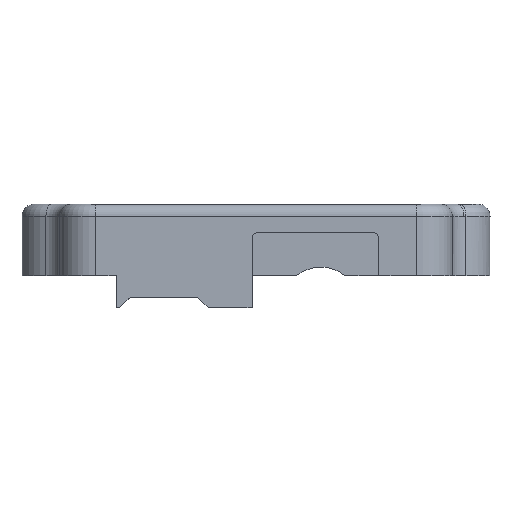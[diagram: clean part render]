
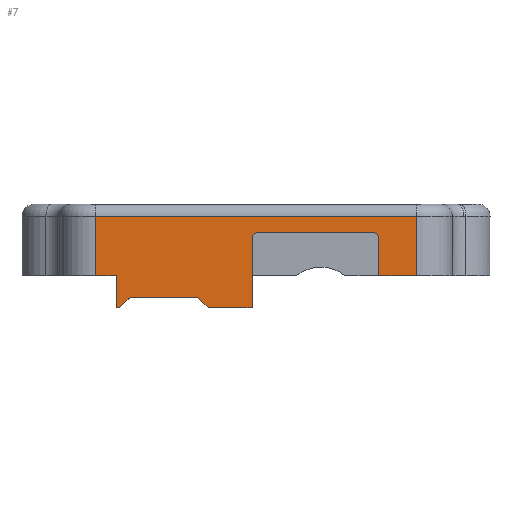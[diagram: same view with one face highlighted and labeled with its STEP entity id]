
A CAD part, left-side view. The second image highlights one B-rep face of the part: STEP entity #7.
In plain terms, the highlighted planar face has unit normal (-1, 0, 0).
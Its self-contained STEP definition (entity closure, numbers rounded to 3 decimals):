
#7 = ADVANCED_FACE ( 'NONE', ( #2722 ), #2654, .F. ) ;
#29 = VECTOR ( 'NONE', #1877, 1000. ) ;
#33 = LINE ( 'NONE', #2240, #2530 ) ;
#37 = VERTEX_POINT ( 'NONE', #3044 ) ;
#57 = VERTEX_POINT ( 'NONE', #2327 ) ;
#66 = LINE ( 'NONE', #1754, #1982 ) ;
#69 = EDGE_CURVE ( 'NONE', #2962, #1611, #33, .T. ) ;
#87 = AXIS2_PLACEMENT_3D ( 'NONE', #571, #2325, #826 ) ;
#101 = LINE ( 'NONE', #1856, #29 ) ;
#109 = CARTESIAN_POINT ( 'NONE',  ( -6.841, 36.821, -1.83 ) ) ;
#130 = CARTESIAN_POINT ( 'NONE',  ( -6.841, 30.436, -2.698 ) ) ;
#168 = CARTESIAN_POINT ( 'NONE',  ( -6.841, 39.916, 0. ) ) ;
#194 = ORIENTED_EDGE ( 'NONE', *, *, #420, .F. ) ;
#227 = VERTEX_POINT ( 'NONE', #2688 ) ;
#230 = VERTEX_POINT ( 'NONE', #2663 ) ;
#236 = DIRECTION ( 'NONE',  ( 0., -1., 0. ) ) ;
#240 = CARTESIAN_POINT ( 'NONE',  ( -6.841, 38.156, 0. ) ) ;
#246 = EDGE_CURVE ( 'NONE', #230, #1397, #1572, .T. ) ;
#252 = EDGE_CURVE ( 'NONE', #227, #1202, #2773, .T. ) ;
#271 = VECTOR ( 'NONE', #2865, 1000. ) ;
#296 = VECTOR ( 'NONE', #2463, 1000. ) ;
#298 = CARTESIAN_POINT ( 'NONE',  ( -6.841, 12.916, 0. ) ) ;
#354 = VERTEX_POINT ( 'NONE', #130 ) ;
#398 = LINE ( 'NONE', #2855, #271 ) ;
#420 = EDGE_CURVE ( 'NONE', #227, #1611, #2563, .T. ) ;
#467 = DIRECTION ( 'NONE',  ( 0., 0., -1. ) ) ;
#499 = ORIENTED_EDGE ( 'NONE', *, *, #1560, .T. ) ;
#512 = ORIENTED_EDGE ( 'NONE', *, *, #2326, .F. ) ;
#536 = LINE ( 'NONE', #1200, #574 ) ;
#537 = DIRECTION ( 'NONE',  ( 0., -1., 0. ) ) ;
#542 = VERTEX_POINT ( 'NONE', #2432 ) ;
#560 = DIRECTION ( 'NONE',  ( 1., 0., 0. ) ) ;
#561 = CARTESIAN_POINT ( 'NONE',  ( -6.841, 12.916, 4.5 ) ) ;
#569 = EDGE_CURVE ( 'NONE', #2962, #1046, #101, .T. ) ;
#570 = CARTESIAN_POINT ( 'NONE',  ( -6.841, 36.821, -2.33 ) ) ;
#571 = CARTESIAN_POINT ( 'NONE',  ( -6.841, 31.511, -2.33 ) ) ;
#574 = VECTOR ( 'NONE', #1371, 1000. ) ;
#620 = CARTESIAN_POINT ( 'NONE',  ( -6.841, 16.091, 0. ) ) ;
#719 = VERTEX_POINT ( 'NONE', #2935 ) ;
#769 = VECTOR ( 'NONE', #2695, 1000. ) ;
#815 = EDGE_CURVE ( 'NONE', #3119, #354, #66, .T. ) ;
#826 = DIRECTION ( 'NONE',  ( 0., 1., 0. ) ) ;
#854 = ORIENTED_EDGE ( 'NONE', *, *, #1977, .T. ) ;
#906 = ORIENTED_EDGE ( 'NONE', *, *, #2839, .T. ) ;
#917 = ORIENTED_EDGE ( 'NONE', *, *, #2050, .T. ) ;
#932 = EDGE_CURVE ( 'NONE', #1202, #1121, #1758, .T. ) ;
#944 = ORIENTED_EDGE ( 'NONE', *, *, #569, .F. ) ;
#949 = CARTESIAN_POINT ( 'NONE',  ( -6.841, 31.158, -1.976 ) ) ;
#952 = CARTESIAN_POINT ( 'NONE',  ( -6.841, 16.091, 3.12 ) ) ;
#979 = VECTOR ( 'NONE', #2792, 1000. ) ;
#983 = LINE ( 'NONE', #240, #1024 ) ;
#993 = CIRCLE ( 'NONE', #87, 0.5 ) ;
#1017 = LINE ( 'NONE', #2922, #769 ) ;
#1024 = VECTOR ( 'NONE', #1495, 1000. ) ;
#1027 = CIRCLE ( 'NONE', #1568, 0.5 ) ;
#1046 = VERTEX_POINT ( 'NONE', #952 ) ;
#1121 = VERTEX_POINT ( 'NONE', #168 ) ;
#1170 = ORIENTED_EDGE ( 'NONE', *, *, #932, .T. ) ;
#1195 = EDGE_CURVE ( 'NONE', #542, #37, #1564, .T. ) ;
#1200 = CARTESIAN_POINT ( 'NONE',  ( -6.841, 26.741, 3.12 ) ) ;
#1202 = VERTEX_POINT ( 'NONE', #2346 ) ;
#1216 = ORIENTED_EDGE ( 'NONE', *, *, #1195, .T. ) ;
#1345 = VECTOR ( 'NONE', #236, 1000. ) ;
#1371 = DIRECTION ( 'NONE',  ( 0., 0., -1. ) ) ;
#1378 = LINE ( 'NONE', #109, #1345 ) ;
#1397 = VERTEX_POINT ( 'NONE', #2293 ) ;
#1402 = VERTEX_POINT ( 'NONE', #2227 ) ;
#1488 = EDGE_CURVE ( 'NONE', #1121, #3148, #2373, .T. ) ;
#1495 = DIRECTION ( 'NONE',  ( 0., 0., -1. ) ) ;
#1557 = CARTESIAN_POINT ( 'NONE',  ( -6.841, 37.175, -1.976 ) ) ;
#1560 = EDGE_CURVE ( 'NONE', #1635, #57, #2099, .T. ) ;
#1564 = LINE ( 'NONE', #2546, #296 ) ;
#1568 = AXIS2_PLACEMENT_3D ( 'NONE', #2008, #2019, #2031 ) ;
#1572 = CIRCLE ( 'NONE', #2617, 0.5 ) ;
#1574 = DIRECTION ( 'NONE',  ( 0., -1., 0. ) ) ;
#1611 = VERTEX_POINT ( 'NONE', #298 ) ;
#1635 = VERTEX_POINT ( 'NONE', #1557 ) ;
#1643 = CARTESIAN_POINT ( 'NONE',  ( -6.841, 39.916, 4.5 ) ) ;
#1650 = DIRECTION ( 'NONE',  ( 0., 0., -1. ) ) ;
#1707 = EDGE_LOOP ( 'NONE', ( #194, #1988, #1170, #3065, #854, #1216, #2713, #499, #917, #906, #2533, #2088, #512, #1992, #1750, #2753, #944, #2897 ) ) ;
#1745 = CARTESIAN_POINT ( 'NONE',  ( -6.841, 39.916, 0. ) ) ;
#1750 = ORIENTED_EDGE ( 'NONE', *, *, #2729, .F. ) ;
#1754 = CARTESIAN_POINT ( 'NONE',  ( -6.841, 30.436, -2.698 ) ) ;
#1758 = LINE ( 'NONE', #1643, #3085 ) ;
#1774 = AXIS2_PLACEMENT_3D ( 'NONE', #570, #560, #537 ) ;
#1781 = DIRECTION ( 'NONE',  ( 0., -0.707, -0.707 ) ) ;
#1818 = VECTOR ( 'NONE', #2045, 1000. ) ;
#1856 = CARTESIAN_POINT ( 'NONE',  ( -6.841, 16.091, 3.12 ) ) ;
#1877 = DIRECTION ( 'NONE',  ( 0., 0., 1. ) ) ;
#1912 = DIRECTION ( 'NONE',  ( 1., 0., 0. ) ) ;
#1915 = DIRECTION ( 'NONE',  ( 0., 1., 0. ) ) ;
#1957 = CARTESIAN_POINT ( 'NONE',  ( -6.841, 37.897, -2.698 ) ) ;
#1977 = EDGE_CURVE ( 'NONE', #3148, #542, #983, .T. ) ;
#1982 = VECTOR ( 'NONE', #1781, 1000. ) ;
#1987 = EDGE_CURVE ( 'NONE', #354, #719, #1017, .T. ) ;
#1988 = ORIENTED_EDGE ( 'NONE', *, *, #252, .T. ) ;
#1992 = ORIENTED_EDGE ( 'NONE', *, *, #246, .F. ) ;
#2008 = CARTESIAN_POINT ( 'NONE',  ( -6.841, 16.591, 3.12 ) ) ;
#2019 = DIRECTION ( 'NONE',  ( -1., 0., 0. ) ) ;
#2031 = DIRECTION ( 'NONE',  ( 0., -1., 0. ) ) ;
#2045 = DIRECTION ( 'NONE',  ( 0., -0.707, 0.707 ) ) ;
#2050 = EDGE_CURVE ( 'NONE', #57, #1402, #1378, .T. ) ;
#2051 = CARTESIAN_POINT ( 'NONE',  ( -6.841, 16.591, 3.62 ) ) ;
#2088 = ORIENTED_EDGE ( 'NONE', *, *, #1987, .T. ) ;
#2099 = CIRCLE ( 'NONE', #1774, 0.5 ) ;
#2199 = CARTESIAN_POINT ( 'NONE',  ( -6.841, 38.156, 0. ) ) ;
#2227 = CARTESIAN_POINT ( 'NONE',  ( -6.841, 31.511, -1.83 ) ) ;
#2240 = CARTESIAN_POINT ( 'NONE',  ( -6.841, 39.916, 0. ) ) ;
#2293 = CARTESIAN_POINT ( 'NONE',  ( -6.841, 26.741, 3.12 ) ) ;
#2325 = DIRECTION ( 'NONE',  ( 1., 0., 0. ) ) ;
#2326 = EDGE_CURVE ( 'NONE', #1397, #719, #536, .T. ) ;
#2327 = CARTESIAN_POINT ( 'NONE',  ( -6.841, 36.821, -1.83 ) ) ;
#2337 = VECTOR ( 'NONE', #1574, 1000. ) ;
#2346 = CARTESIAN_POINT ( 'NONE',  ( -6.841, 39.916, 5. ) ) ;
#2360 = DIRECTION ( 'NONE',  ( 0., -1., 0. ) ) ;
#2373 = LINE ( 'NONE', #1745, #2337 ) ;
#2432 = CARTESIAN_POINT ( 'NONE',  ( -6.841, 38.156, -2.698 ) ) ;
#2463 = DIRECTION ( 'NONE',  ( 0., -1., 0. ) ) ;
#2489 = EDGE_CURVE ( 'NONE', #1046, #2501, #1027, .T. ) ;
#2501 = VERTEX_POINT ( 'NONE', #2051 ) ;
#2530 = VECTOR ( 'NONE', #2360, 1000. ) ;
#2533 = ORIENTED_EDGE ( 'NONE', *, *, #815, .T. ) ;
#2546 = CARTESIAN_POINT ( 'NONE',  ( -6.841, 37.897, -2.698 ) ) ;
#2563 = LINE ( 'NONE', #561, #2946 ) ;
#2617 = AXIS2_PLACEMENT_3D ( 'NONE', #2864, #2870, #2875 ) ;
#2654 = PLANE ( 'NONE',  #2976 ) ;
#2663 = CARTESIAN_POINT ( 'NONE',  ( -6.841, 26.241, 3.62 ) ) ;
#2688 = CARTESIAN_POINT ( 'NONE',  ( -6.841, 12.916, 5. ) ) ;
#2695 = DIRECTION ( 'NONE',  ( 0., -1., 0. ) ) ;
#2713 = ORIENTED_EDGE ( 'NONE', *, *, #2750, .T. ) ;
#2722 = FACE_OUTER_BOUND ( 'NONE', #1707, .T. ) ;
#2729 = EDGE_CURVE ( 'NONE', #2501, #230, #398, .T. ) ;
#2750 = EDGE_CURVE ( 'NONE', #37, #1635, #2754, .T. ) ;
#2753 = ORIENTED_EDGE ( 'NONE', *, *, #2489, .F. ) ;
#2754 = LINE ( 'NONE', #1957, #1818 ) ;
#2773 = LINE ( 'NONE', #2879, #979 ) ;
#2792 = DIRECTION ( 'NONE',  ( 0., 1., 0. ) ) ;
#2839 = EDGE_CURVE ( 'NONE', #1402, #3119, #993, .T. ) ;
#2855 = CARTESIAN_POINT ( 'NONE',  ( -6.841, 26.241, 3.62 ) ) ;
#2864 = CARTESIAN_POINT ( 'NONE',  ( -6.841, 26.241, 3.12 ) ) ;
#2865 = DIRECTION ( 'NONE',  ( 0., 1., 0. ) ) ;
#2870 = DIRECTION ( 'NONE',  ( -1., 0., 0. ) ) ;
#2875 = DIRECTION ( 'NONE',  ( 0., 1., 0. ) ) ;
#2879 = CARTESIAN_POINT ( 'NONE',  ( -6.841, 39.916, 5. ) ) ;
#2897 = ORIENTED_EDGE ( 'NONE', *, *, #69, .T. ) ;
#2922 = CARTESIAN_POINT ( 'NONE',  ( -6.841, 30.436, -2.698 ) ) ;
#2935 = CARTESIAN_POINT ( 'NONE',  ( -6.841, 26.741, -2.698 ) ) ;
#2946 = VECTOR ( 'NONE', #467, 1000. ) ;
#2962 = VERTEX_POINT ( 'NONE', #620 ) ;
#2976 = AXIS2_PLACEMENT_3D ( 'NONE', #3111, #1912, #1915 ) ;
#3044 = CARTESIAN_POINT ( 'NONE',  ( -6.841, 37.897, -2.698 ) ) ;
#3065 = ORIENTED_EDGE ( 'NONE', *, *, #1488, .T. ) ;
#3085 = VECTOR ( 'NONE', #1650, 1000. ) ;
#3111 = CARTESIAN_POINT ( 'NONE',  ( -6.841, 39.916, 4.5 ) ) ;
#3119 = VERTEX_POINT ( 'NONE', #949 ) ;
#3148 = VERTEX_POINT ( 'NONE', #2199 ) ;
